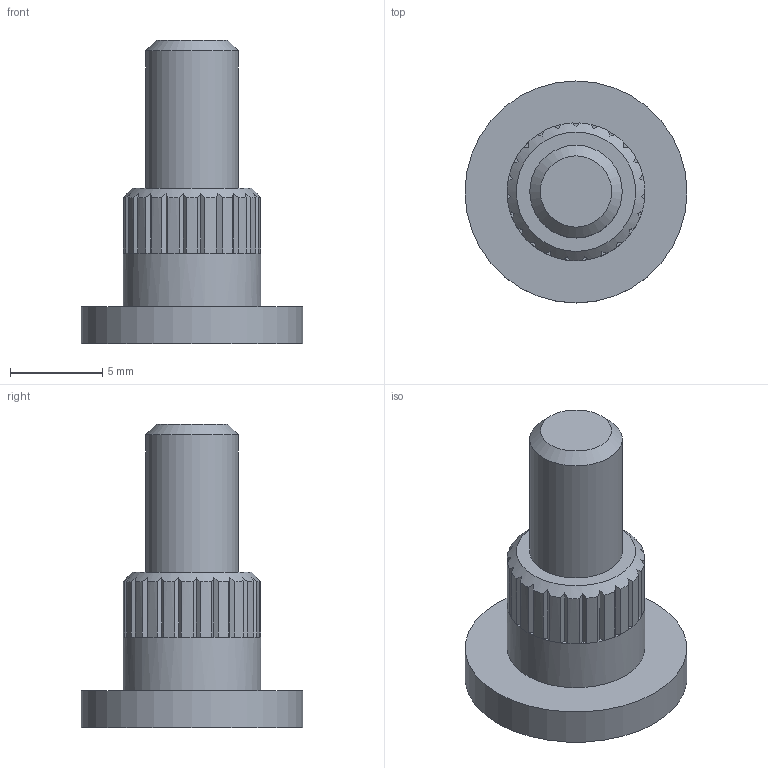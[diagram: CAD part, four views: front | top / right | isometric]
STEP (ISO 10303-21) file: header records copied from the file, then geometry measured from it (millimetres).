
FILE_DESCRIPTION( ( 'Unknown' ), '1' );
FILE_NAME( '7461124.stp', 'Unknown', ( 'Unknown' ), ( 'Unknown' ), 'PSStep 14.0', 'Unknown', ' ' );
FILE_SCHEMA( ( 'AUTOMOTIVE_DESIGN { 1 0 10303 214 1 1 1 1 }' ) );
Length unit declared in the file: millimetre
Products named in the file (1): 1
Bounding box: 12 x 12 x 16.4 mm (x, y, z)
Volume: 654.3 mm3; surface area: 576.1 mm2
Topology: 1 solids, 1 shells, 101 faces, 245 edges, 148 vertices
Faces by surface type: plane 73, cylinder 26, cone 2
Full cylindrical faces by diameter (mm): 5 x1, 7.448 x1, 12 x1
Entity records: 3771 total; most frequent: CARTESIAN_POINT 806, ORIENTED_EDGE 474, DIRECTION 379, EDGE_CURVE 237, VERTEX_POINT 145, AXIS2_PLACEMENT_3D 132, LINE 115, VECTOR 115
